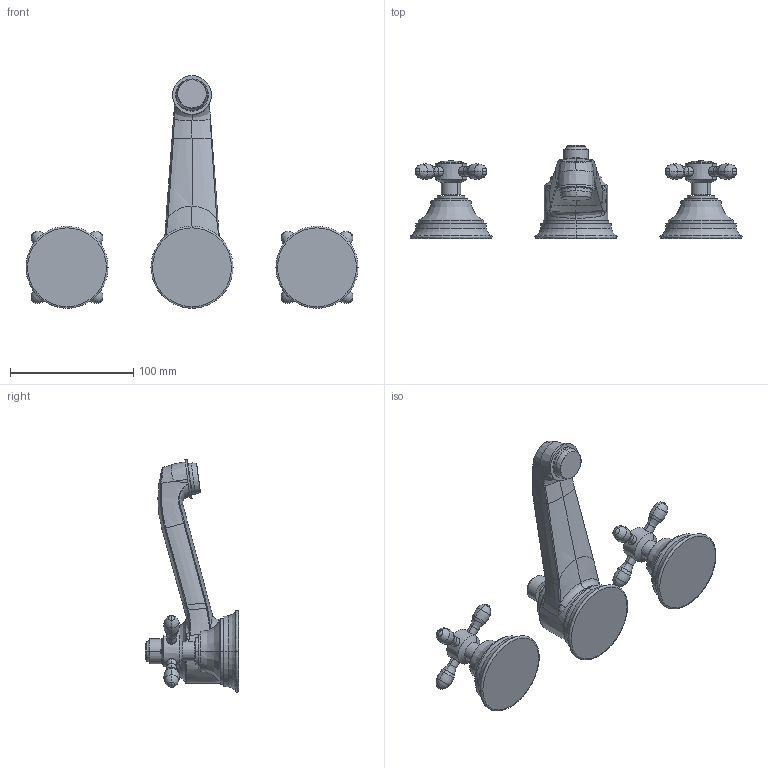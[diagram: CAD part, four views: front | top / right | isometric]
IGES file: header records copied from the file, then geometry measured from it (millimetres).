
Start section:  PTC IGES file: 1640.igs
Global section: file name: 1640.igs; native system: Creo Parametric by PTC Inc.; preprocessor: 2018400; author: jinson.thomas; organization: Unknown; date: 20201126.145726; units: inch
Bounding box: 269.88 x 75.73 x 189.13 mm (x, y, z)
Volume: 376247.3 mm3; surface area: 62478.6 mm2
Topology: 3 solids, 3 shells, 787 faces, 2144 edges, 1378 vertices
Faces by surface type: revolution 397, bspline 378, extrusion 12
